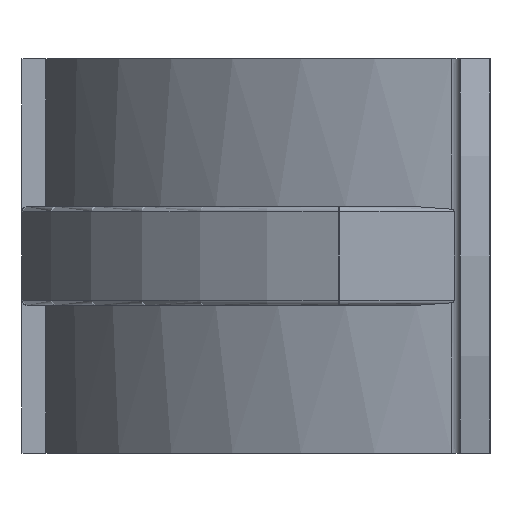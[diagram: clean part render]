
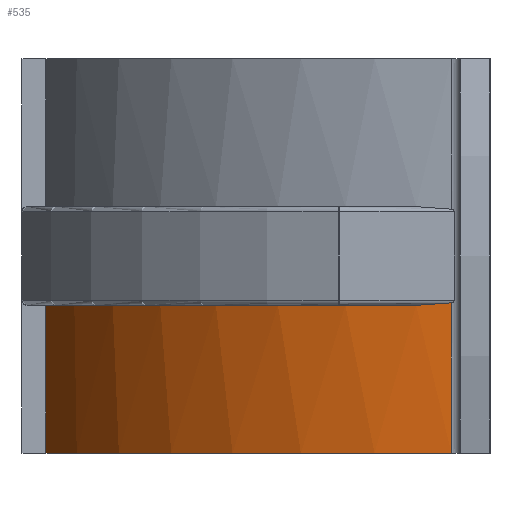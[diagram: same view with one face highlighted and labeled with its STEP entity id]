
A CAD part, left-side view. The second image highlights one B-rep face of the part: STEP entity #535.
In plain terms, the highlighted cylindrical face has radius 47.45 mm (diameter 94.9 mm), a partial arc.
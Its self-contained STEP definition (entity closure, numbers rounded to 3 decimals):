
#29 = CARTESIAN_POINT ( 'NONE',  ( 0., 0., -20. ) ) ;
#36 = VERTEX_POINT ( 'NONE', #1285 ) ;
#57 = CARTESIAN_POINT ( 'NONE',  ( -47.034, 6.3, -4.974 ) ) ;
#76 = CARTESIAN_POINT ( 'NONE',  ( -47.288, 3.917, -4.75 ) ) ;
#101 = DIRECTION ( 'NONE',  ( 0., 0., -1. ) ) ;
#122 = LINE ( 'NONE', #406, #2042 ) ;
#148 = AXIS2_PLACEMENT_3D ( 'NONE', #577, #1867, #564 ) ;
#191 = VECTOR ( 'NONE', #2021, 1000. ) ;
#194 = FACE_OUTER_BOUND ( 'NONE', #1698, .T. ) ;
#259 = ORIENTED_EDGE ( 'NONE', *, *, #912, .F. ) ;
#355 = AXIS2_PLACEMENT_3D ( 'NONE', #29, #1166, #1328 ) ;
#381 = EDGE_CURVE ( 'NONE', #1497, #1926, #1857, .T. ) ;
#400 = DIRECTION ( 'NONE',  ( 0., 0., -1. ) ) ;
#406 = CARTESIAN_POINT ( 'NONE',  ( -15., 45.017, 20. ) ) ;
#410 = VERTEX_POINT ( 'NONE', #567 ) ;
#535 = ADVANCED_FACE ( 'NONE', ( #194 ), #732, .T. ) ;
#564 = DIRECTION ( 'NONE',  ( 1., 0., 0. ) ) ;
#567 = CARTESIAN_POINT ( 'NONE',  ( -46.855, 7.49, -5. ) ) ;
#577 = CARTESIAN_POINT ( 'NONE',  ( 0., 0., -5. ) ) ;
#590 = CARTESIAN_POINT ( 'NONE',  ( -47.288, 3.917, -20. ) ) ;
#591 = ORIENTED_EDGE ( 'NONE', *, *, #1818, .T. ) ;
#732 = CYLINDRICAL_SURFACE ( 'NONE', #1568, 47.45 ) ;
#752 = B_SPLINE_CURVE_WITH_KNOTS ( 'NONE', 3,
 ( #76, #887, #1365, #57, #1053, #1373 ),
 .UNSPECIFIED., .F., .F.,
 ( 4, 2, 4 ),
 ( 0., 0.002, 0.004 ),
 .UNSPECIFIED. ) ;
#831 = LINE ( 'NONE', #1690, #191 ) ;
#887 = CARTESIAN_POINT ( 'NONE',  ( -47.239, 4.512, -4.835 ) ) ;
#912 = EDGE_CURVE ( 'NONE', #36, #1926, #831, .T. ) ;
#1053 = CARTESIAN_POINT ( 'NONE',  ( -46.95, 6.895, -5. ) ) ;
#1068 = EDGE_CURVE ( 'NONE', #1890, #1497, #122, .T. ) ;
#1166 = DIRECTION ( 'NONE',  ( 0., 0., 1. ) ) ;
#1229 = CARTESIAN_POINT ( 'NONE',  ( -15., 45.017, -5. ) ) ;
#1243 = DIRECTION ( 'NONE',  ( -1., 0., 0. ) ) ;
#1285 = CARTESIAN_POINT ( 'NONE',  ( -47.288, 3.917, -4.75 ) ) ;
#1328 = DIRECTION ( 'NONE',  ( 1., 0., 0. ) ) ;
#1365 = CARTESIAN_POINT ( 'NONE',  ( -47.178, 5.109, -4.891 ) ) ;
#1373 = CARTESIAN_POINT ( 'NONE',  ( -46.855, 7.49, -5. ) ) ;
#1497 = VERTEX_POINT ( 'NONE', #1628 ) ;
#1546 = ORIENTED_EDGE ( 'NONE', *, *, #1068, .T. ) ;
#1568 = AXIS2_PLACEMENT_3D ( 'NONE', #1594, #101, #1243 ) ;
#1594 = CARTESIAN_POINT ( 'NONE',  ( 0., 0., 20. ) ) ;
#1628 = CARTESIAN_POINT ( 'NONE',  ( -15., 45.017, -20. ) ) ;
#1647 = ORIENTED_EDGE ( 'NONE', *, *, #1739, .T. ) ;
#1678 = CIRCLE ( 'NONE', #148, 47.45 ) ;
#1690 = CARTESIAN_POINT ( 'NONE',  ( -47.288, 3.917, 20. ) ) ;
#1698 = EDGE_LOOP ( 'NONE', ( #259, #591, #1647, #1546, #2029 ) ) ;
#1739 = EDGE_CURVE ( 'NONE', #410, #1890, #1678, .T. ) ;
#1818 = EDGE_CURVE ( 'NONE', #36, #410, #752, .T. ) ;
#1857 = CIRCLE ( 'NONE', #355, 47.45 ) ;
#1867 = DIRECTION ( 'NONE',  ( 0., 0., -1. ) ) ;
#1890 = VERTEX_POINT ( 'NONE', #1229 ) ;
#1926 = VERTEX_POINT ( 'NONE', #590 ) ;
#2021 = DIRECTION ( 'NONE',  ( 0., 0., -1. ) ) ;
#2029 = ORIENTED_EDGE ( 'NONE', *, *, #381, .T. ) ;
#2042 = VECTOR ( 'NONE', #400, 1000. ) ;
